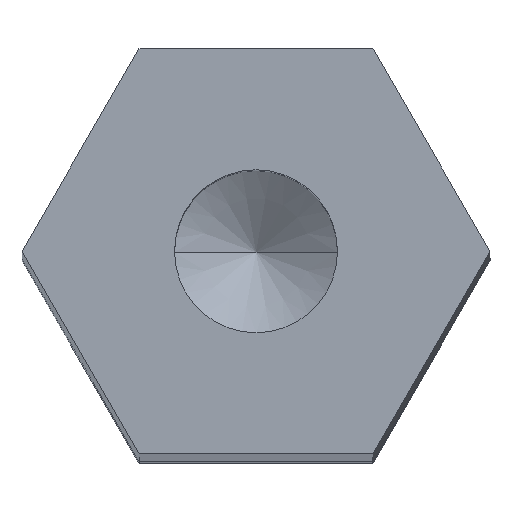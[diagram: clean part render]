
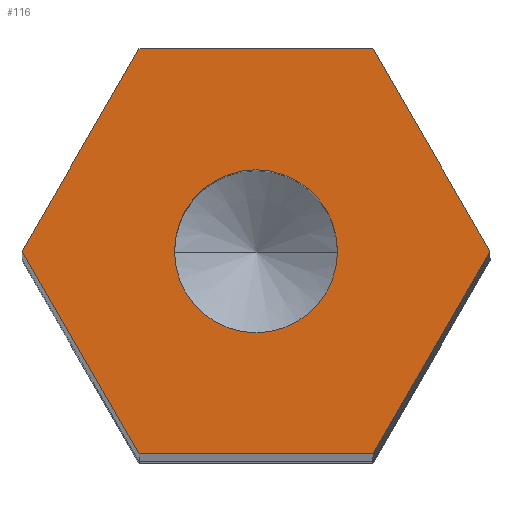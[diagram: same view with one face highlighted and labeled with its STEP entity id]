
A CAD part, top view. The second image highlights one B-rep face of the part: STEP entity #116.
In plain terms, the highlighted planar face has unit normal (0, 0, 1).
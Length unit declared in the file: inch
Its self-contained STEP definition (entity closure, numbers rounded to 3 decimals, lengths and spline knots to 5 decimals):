
#6 = DIRECTION ( 'NONE',  ( -1., 0., 0. ) ) ;
#43 = VERTEX_POINT ( 'NONE', #786 ) ;
#46 = EDGE_CURVE ( 'NONE', #777, #635, #747, .T. ) ;
#47 = LINE ( 'NONE', #846, #814 ) ;
#51 = CARTESIAN_POINT ( 'NONE',  ( 0.1005, 0., 6.9381 ) ) ;
#54 = VECTOR ( 'NONE', #6, 39.37008 ) ;
#57 = CARTESIAN_POINT ( 'NONE',  ( 0.14434, 0.25, 6.9381 ) ) ;
#61 = EDGE_CURVE ( 'NONE', #43, #950, #976, .T. ) ;
#64 = CARTESIAN_POINT ( 'NONE',  ( 0.28868, 0., 6.9381 ) ) ;
#69 = PLANE ( 'NONE',  #145 ) ;
#73 = DIRECTION ( 'NONE',  ( 1., 0., 0. ) ) ;
#75 = CARTESIAN_POINT ( 'NONE',  ( 0.14434, -0.25, 6.9381 ) ) ;
#79 = DIRECTION ( 'NONE',  ( 0., 0., 1. ) ) ;
#92 = CARTESIAN_POINT ( 'NONE',  ( -0.28868, 0., 6.9381 ) ) ;
#93 = DIRECTION ( 'NONE',  ( 0.5, 0.866, 0. ) ) ;
#112 = LINE ( 'NONE', #92, #875 ) ;
#116 = ADVANCED_FACE ( 'NONE', ( #881, #855 ), #69, .T. ) ;
#124 = LINE ( 'NONE', #581, #493 ) ;
#128 = LINE ( 'NONE', #473, #314 ) ;
#138 = CARTESIAN_POINT ( 'NONE',  ( -0.28868, 0., 6.9381 ) ) ;
#145 = AXIS2_PLACEMENT_3D ( 'NONE', #508, #366, #808 ) ;
#151 = DIRECTION ( 'NONE',  ( -0.5, -0.866, 0. ) ) ;
#181 = ORIENTED_EDGE ( 'NONE', *, *, #61, .T. ) ;
#184 = CARTESIAN_POINT ( 'NONE',  ( -0.14434, -0.25, 6.9381 ) ) ;
#203 = DIRECTION ( 'NONE',  ( 0., 0., 1. ) ) ;
#216 = ORIENTED_EDGE ( 'NONE', *, *, #365, .T. ) ;
#224 = CARTESIAN_POINT ( 'NONE',  ( -0.14434, 0.25, 6.9381 ) ) ;
#236 = VERTEX_POINT ( 'NONE', #64 ) ;
#245 = VERTEX_POINT ( 'NONE', #654 ) ;
#253 = ORIENTED_EDGE ( 'NONE', *, *, #640, .T. ) ;
#262 = EDGE_LOOP ( 'NONE', ( #253, #634, #816, #181, #216, #833 ) ) ;
#281 = ORIENTED_EDGE ( 'NONE', *, *, #711, .F. ) ;
#284 = CIRCLE ( 'NONE', #486, 0.1005 ) ;
#314 = VECTOR ( 'NONE', #393, 39.37008 ) ;
#328 = DIRECTION ( 'NONE',  ( 0.5, -0.866, 0. ) ) ;
#340 = VECTOR ( 'NONE', #151, 39.37008 ) ;
#365 = EDGE_CURVE ( 'NONE', #950, #491, #112, .T. ) ;
#366 = DIRECTION ( 'NONE',  ( 0., 0., 1. ) ) ;
#367 = EDGE_CURVE ( 'NONE', #236, #245, #128, .T. ) ;
#393 = DIRECTION ( 'NONE',  ( -0.5, 0.866, 0. ) ) ;
#418 = EDGE_CURVE ( 'NONE', #491, #851, #47, .T. ) ;
#473 = CARTESIAN_POINT ( 'NONE',  ( 0.28868, 0., 6.9381 ) ) ;
#478 = LINE ( 'NONE', #57, #54 ) ;
#486 = AXIS2_PLACEMENT_3D ( 'NONE', #749, #79, #73 ) ;
#491 = VERTEX_POINT ( 'NONE', #184 ) ;
#493 = VECTOR ( 'NONE', #93, 39.37008 ) ;
#508 = CARTESIAN_POINT ( 'NONE',  ( 0., 0., 6.9381 ) ) ;
#559 = CARTESIAN_POINT ( 'NONE',  ( 0., 0., 6.9381 ) ) ;
#562 = AXIS2_PLACEMENT_3D ( 'NONE', #559, #203, #647 ) ;
#581 = CARTESIAN_POINT ( 'NONE',  ( 0.14434, -0.25, 6.9381 ) ) ;
#634 = ORIENTED_EDGE ( 'NONE', *, *, #367, .T. ) ;
#635 = VERTEX_POINT ( 'NONE', #688 ) ;
#640 = EDGE_CURVE ( 'NONE', #851, #236, #124, .T. ) ;
#647 = DIRECTION ( 'NONE',  ( 1., 0., 0. ) ) ;
#654 = CARTESIAN_POINT ( 'NONE',  ( 0.14434, 0.25, 6.9381 ) ) ;
#673 = ORIENTED_EDGE ( 'NONE', *, *, #46, .F. ) ;
#688 = CARTESIAN_POINT ( 'NONE',  ( -0.1005, 0., 6.9381 ) ) ;
#711 = EDGE_CURVE ( 'NONE', #635, #777, #284, .T. ) ;
#747 = CIRCLE ( 'NONE', #562, 0.1005 ) ;
#748 = EDGE_LOOP ( 'NONE', ( #673, #281 ) ) ;
#749 = CARTESIAN_POINT ( 'NONE',  ( 0., 0., 6.9381 ) ) ;
#759 = EDGE_CURVE ( 'NONE', #245, #43, #478, .T. ) ;
#777 = VERTEX_POINT ( 'NONE', #51 ) ;
#786 = CARTESIAN_POINT ( 'NONE',  ( -0.14434, 0.25, 6.9381 ) ) ;
#808 = DIRECTION ( 'NONE',  ( 1., 0., 0. ) ) ;
#814 = VECTOR ( 'NONE', #928, 39.37008 ) ;
#816 = ORIENTED_EDGE ( 'NONE', *, *, #759, .T. ) ;
#833 = ORIENTED_EDGE ( 'NONE', *, *, #418, .T. ) ;
#846 = CARTESIAN_POINT ( 'NONE',  ( -0.14434, -0.25, 6.9381 ) ) ;
#851 = VERTEX_POINT ( 'NONE', #75 ) ;
#855 = FACE_OUTER_BOUND ( 'NONE', #262, .T. ) ;
#875 = VECTOR ( 'NONE', #328, 39.37008 ) ;
#881 = FACE_BOUND ( 'NONE', #748, .T. ) ;
#928 = DIRECTION ( 'NONE',  ( 1., 0., 0. ) ) ;
#950 = VERTEX_POINT ( 'NONE', #138 ) ;
#976 = LINE ( 'NONE', #224, #340 ) ;
